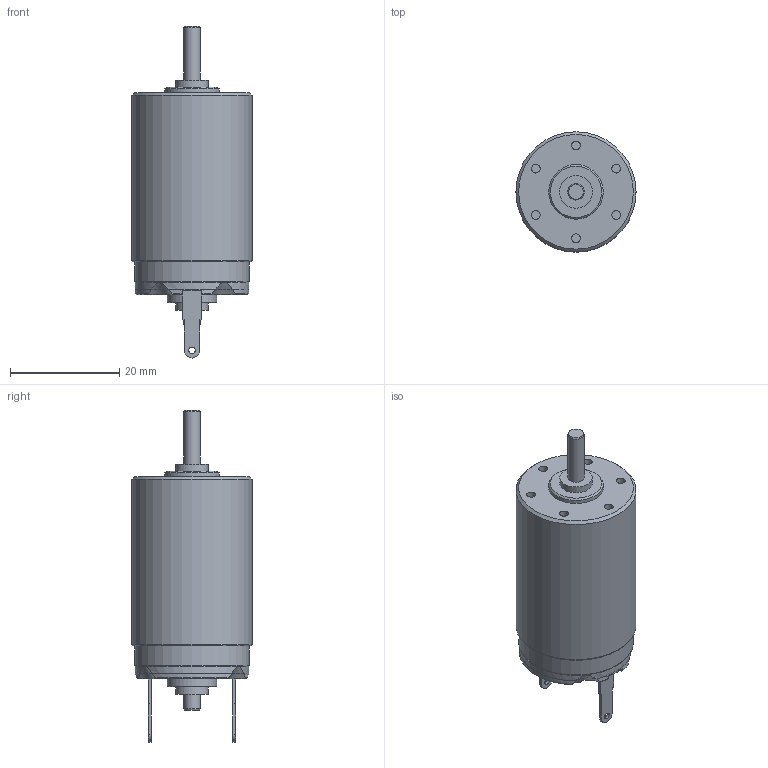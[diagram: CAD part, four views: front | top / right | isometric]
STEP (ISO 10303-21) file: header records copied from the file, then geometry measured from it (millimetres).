
FILE_DESCRIPTION(/* description */ (''),/* implementation_level */ '2;1');
FILE_NAME(/* name */ '2237.CXR.stp',/* time_stamp */ '2012-11-06T12:21:54+01:00',/* author */ ('DR. FRITZ FAULHABER GmbH & Co. KG'),/* organization */ ('DR. FRITZ FAULHABER GmbH & Co. KG'),/* preprocessor_version */ 'ST-DEVELOPER v11',/* originating_system */ 'SIEMENS PLM Software NX 7.5',/* authorisation */ '');
FILE_SCHEMA (('AUTOMOTIVE_DESIGN { 1 0 10303 214 1 1 1 1 }'));
Length unit declared in the file: millimetre
Products named in the file (1): 2237.CXR
Bounding box: 22 x 22 x 60.8 mm (x, y, z)
Volume: 14128.3 mm3; surface area: 3937.4 mm2
Topology: 1 solids, 1 shells, 122 faces, 276 edges, 181 vertices
Faces by surface type: plane 63, cylinder 32, cone 27
Full cylindrical faces by diameter (mm): 1.2 x2, 1.41 x3, 1.6 x6, 1.8 x5, 3 x2, 6 x2, 9 x1, 10 x1, 18 x1, 20.8 x1, 21 x1, 22 x1
Entity records: 3362 total; most frequent: CARTESIAN_POINT 683, DIRECTION 568, ORIENTED_EDGE 478, EDGE_CURVE 239, AXIS2_PLACEMENT_3D 230, EDGE_LOOP 184, VERTEX_POINT 177, ADVANCED_FACE 122
